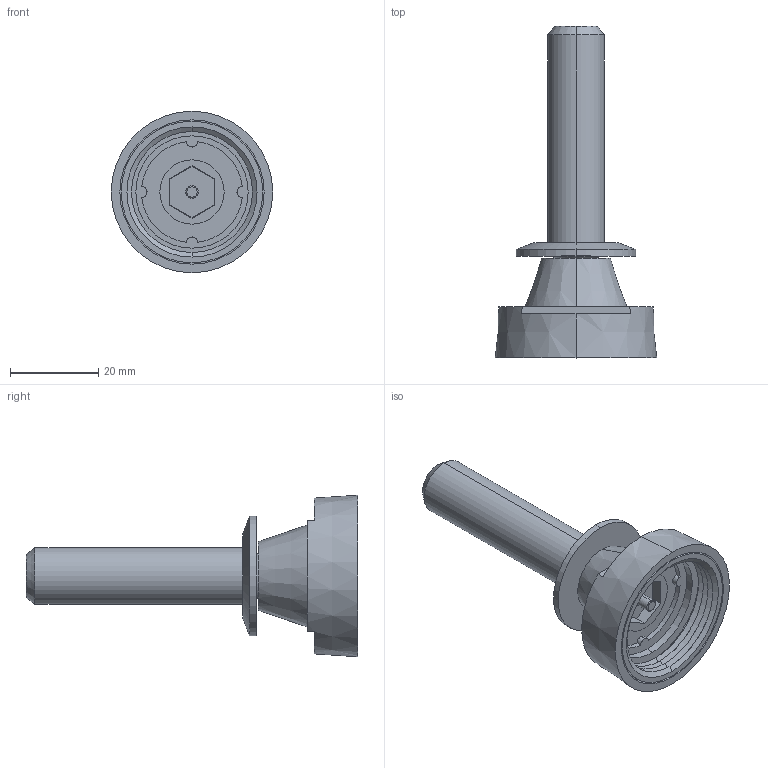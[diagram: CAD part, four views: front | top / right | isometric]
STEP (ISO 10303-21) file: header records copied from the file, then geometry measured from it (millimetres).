
FILE_DESCRIPTION (( 'STEP AP214' ), '1' );
FILE_NAME ('HG2403U-NMO.STEP', '2018-07-19T16:12:56', ( '' ), ( '' ), 'SwSTEP 2.0', 'SolidWorks 2017', '' );
FILE_SCHEMA (( 'AUTOMOTIVE_DESIGN' ));
Length unit declared in the file: inch
Products named in the file (1): HG2403U-NMO
Bounding box: 36.5 x 75 x 36.5 mm (x, y, z)
Volume: 16291.1 mm3; surface area: 9042.8 mm2
Topology: 1 solids, 1 shells, 87 faces, 191 edges, 120 vertices
Faces by surface type: plane 32, cylinder 27, cone 26, torus 2
Entity records: 2447 total; most frequent: DIRECTION 457, CARTESIAN_POINT 411, ORIENTED_EDGE 382, EDGE_CURVE 191, AXIS2_PLACEMENT_3D 182, VERTEX_POINT 120, EDGE_LOOP 101, CIRCLE 94
